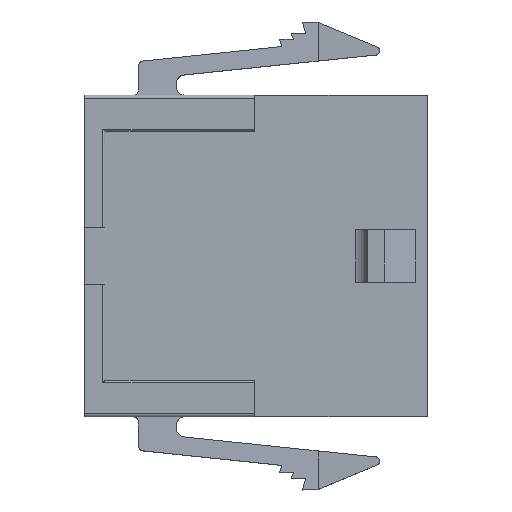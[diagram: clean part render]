
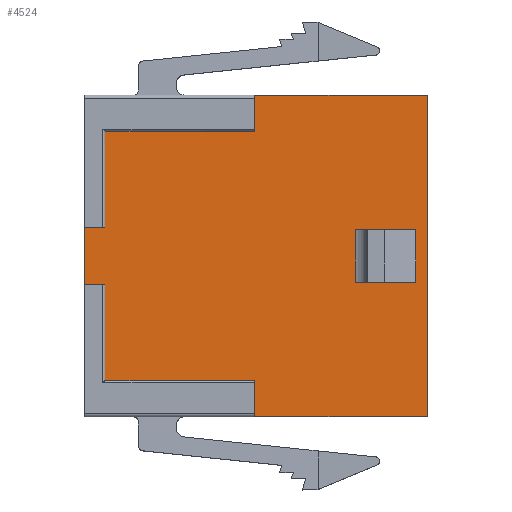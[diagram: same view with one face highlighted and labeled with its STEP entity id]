
A CAD part, top view. The second image highlights one B-rep face of the part: STEP entity #4524.
In plain terms, the highlighted planar face has unit normal (0, 0, 1).
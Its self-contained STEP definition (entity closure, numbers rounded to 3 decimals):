
#99=CARTESIAN_POINT('',(4.793,1.265,1.878));
#100=VERTEX_POINT('',#99);
#108=CARTESIAN_POINT('',(4.793,-1.265,1.878));
#109=VERTEX_POINT('',#108);
#110=CARTESIAN_POINT('',(4.793,1.265,1.878));
#111=DIRECTION('',(0.,-1.,0.));
#112=VECTOR('',#111,2.53);
#113=LINE('',#110,#112);
#114=EDGE_CURVE('',#100,#109,#113,.T.);
#148=CARTESIAN_POINT('',(7.646,-1.265,1.878));
#149=VERTEX_POINT('',#148);
#150=CARTESIAN_POINT('',(4.793,-1.265,1.878));
#151=DIRECTION('',(1.,0.,0.));
#152=VECTOR('',#151,2.853);
#153=LINE('',#150,#152);
#154=EDGE_CURVE('',#109,#149,#153,.T.);
#171=CARTESIAN_POINT('',(7.646,1.265,1.878));
#172=VERTEX_POINT('',#171);
#173=CARTESIAN_POINT('',(7.646,-1.265,1.878));
#174=DIRECTION('',(0.,1.,0.));
#175=VECTOR('',#174,2.53);
#176=LINE('',#173,#175);
#177=EDGE_CURVE('',#149,#172,#176,.T.);
#202=CARTESIAN_POINT('',(7.646,1.265,1.878));
#203=DIRECTION('',(-1.,0.,0.));
#204=VECTOR('',#203,2.853);
#205=LINE('',#202,#204);
#206=EDGE_CURVE('',#172,#100,#205,.T.);
#686=CARTESIAN_POINT('',(8.218,-7.712,1.878));
#687=VERTEX_POINT('',#686);
#694=CARTESIAN_POINT('',(-0.063,-7.712,1.878));
#695=VERTEX_POINT('',#694);
#696=CARTESIAN_POINT('',(8.218,-7.712,1.878));
#697=DIRECTION('',(-1.,0.,0.));
#698=VECTOR('',#697,8.281);
#699=LINE('',#696,#698);
#700=EDGE_CURVE('',#687,#695,#699,.T.);
#1476=CARTESIAN_POINT('',(-7.245,-1.363,1.878));
#1477=VERTEX_POINT('',#1476);
#1484=CARTESIAN_POINT('',(-8.218,-1.363,1.878));
#1485=VERTEX_POINT('',#1484);
#1486=CARTESIAN_POINT('',(-7.245,-1.363,1.878));
#1487=DIRECTION('',(-1.,0.,0.));
#1488=VECTOR('',#1487,0.973);
#1489=LINE('',#1486,#1488);
#1490=EDGE_CURVE('',#1477,#1485,#1489,.T.);
#1525=CARTESIAN_POINT('',(-7.245,-5.98,1.878));
#1526=VERTEX_POINT('',#1525);
#1533=CARTESIAN_POINT('',(-7.245,-5.98,1.878));
#1534=DIRECTION('',(0.,1.,0.));
#1535=VECTOR('',#1534,4.617);
#1536=LINE('',#1533,#1535);
#1537=EDGE_CURVE('',#1526,#1477,#1536,.T.);
#1562=CARTESIAN_POINT('',(-0.063,-5.98,1.878));
#1563=VERTEX_POINT('',#1562);
#1570=CARTESIAN_POINT('',(-0.063,-5.98,1.878));
#1571=DIRECTION('',(-1.,0.,0.));
#1572=VECTOR('',#1571,7.182);
#1573=LINE('',#1570,#1572);
#1574=EDGE_CURVE('',#1563,#1526,#1573,.T.);
#1595=CARTESIAN_POINT('',(-0.063,-7.712,1.878));
#1596=DIRECTION('',(0.,1.,0.));
#1597=VECTOR('',#1596,1.732);
#1598=LINE('',#1595,#1597);
#1599=EDGE_CURVE('',#695,#1563,#1598,.T.);
#4090=CARTESIAN_POINT('',(8.218,7.712,1.878));
#4091=VERTEX_POINT('',#4090);
#4092=CARTESIAN_POINT('',(8.218,7.712,1.878));
#4093=DIRECTION('',(0.,-1.,0.));
#4094=VECTOR('',#4093,15.424);
#4095=LINE('',#4092,#4094);
#4096=EDGE_CURVE('',#4091,#687,#4095,.T.);
#4254=CARTESIAN_POINT('',(-0.063,7.712,1.878));
#4255=VERTEX_POINT('',#4254);
#4262=CARTESIAN_POINT('',(-0.063,7.712,1.878));
#4263=DIRECTION('',(1.,0.,0.));
#4264=VECTOR('',#4263,8.281);
#4265=LINE('',#4262,#4264);
#4266=EDGE_CURVE('',#4255,#4091,#4265,.T.);
#4466=CARTESIAN_POINT('',(-5.758,0.,1.878));
#4467=DIRECTION('',(1.,0.,0.));
#4468=DIRECTION('',(0.,0.,1.));
#4469=AXIS2_PLACEMENT_3D('',#4466,#4468,#4467);
#4470=PLANE('',#4469);
#4471=ORIENTED_EDGE('',*,*,#4096,.F.);
#4472=ORIENTED_EDGE('',*,*,#4266,.F.);
#4473=CARTESIAN_POINT('',(-0.063,5.98,1.878));
#4474=VERTEX_POINT('',#4473);
#4475=CARTESIAN_POINT('',(-0.063,7.712,1.878));
#4476=DIRECTION('',(0.,-1.,0.));
#4477=VECTOR('',#4476,1.732);
#4478=LINE('',#4475,#4477);
#4479=EDGE_CURVE('',#4255,#4474,#4478,.T.);
#4480=ORIENTED_EDGE('',*,*,#4479,.T.);
#4481=CARTESIAN_POINT('',(-7.245,5.98,1.878));
#4482=VERTEX_POINT('',#4481);
#4483=CARTESIAN_POINT('',(-0.063,5.98,1.878));
#4484=DIRECTION('',(-1.,0.,0.));
#4485=VECTOR('',#4484,7.182);
#4486=LINE('',#4483,#4485);
#4487=EDGE_CURVE('',#4474,#4482,#4486,.T.);
#4488=ORIENTED_EDGE('',*,*,#4487,.T.);
#4489=CARTESIAN_POINT('',(-7.245,1.363,1.878));
#4490=VERTEX_POINT('',#4489);
#4491=CARTESIAN_POINT('',(-7.245,5.98,1.878));
#4492=DIRECTION('',(0.,-1.,0.));
#4493=VECTOR('',#4492,4.617);
#4494=LINE('',#4491,#4493);
#4495=EDGE_CURVE('',#4482,#4490,#4494,.T.);
#4496=ORIENTED_EDGE('',*,*,#4495,.T.);
#4497=CARTESIAN_POINT('',(-8.218,1.363,1.878));
#4498=VERTEX_POINT('',#4497);
#4499=CARTESIAN_POINT('',(-7.245,1.363,1.878));
#4500=DIRECTION('',(-1.,0.,0.));
#4501=VECTOR('',#4500,0.973);
#4502=LINE('',#4499,#4501);
#4503=EDGE_CURVE('',#4490,#4498,#4502,.T.);
#4504=ORIENTED_EDGE('',*,*,#4503,.T.);
#4505=CARTESIAN_POINT('',(-8.218,1.363,1.878));
#4506=DIRECTION('',(0.,-1.,0.));
#4507=VECTOR('',#4506,2.725);
#4508=LINE('',#4505,#4507);
#4509=EDGE_CURVE('',#4498,#1485,#4508,.T.);
#4510=ORIENTED_EDGE('',*,*,#4509,.T.);
#4511=ORIENTED_EDGE('',*,*,#1490,.F.);
#4512=ORIENTED_EDGE('',*,*,#1537,.F.);
#4513=ORIENTED_EDGE('',*,*,#1574,.F.);
#4514=ORIENTED_EDGE('',*,*,#1599,.F.);
#4515=ORIENTED_EDGE('',*,*,#700,.F.);
#4516=EDGE_LOOP('',(#4471,#4472,#4480,#4488,#4496,#4504,#4510,#4511,#4512,#4513,#4514,#4515));
#4517=FACE_OUTER_BOUND('',#4516,.T.);
#4518=ORIENTED_EDGE('',*,*,#154,.F.);
#4519=ORIENTED_EDGE('',*,*,#114,.F.);
#4520=ORIENTED_EDGE('',*,*,#206,.F.);
#4521=ORIENTED_EDGE('',*,*,#177,.F.);
#4522=EDGE_LOOP('',(#4518,#4519,#4520,#4521));
#4523=FACE_BOUND('',#4522,.T.);
#4524=ADVANCED_FACE('',(#4517,#4523),#4470,.T.);
